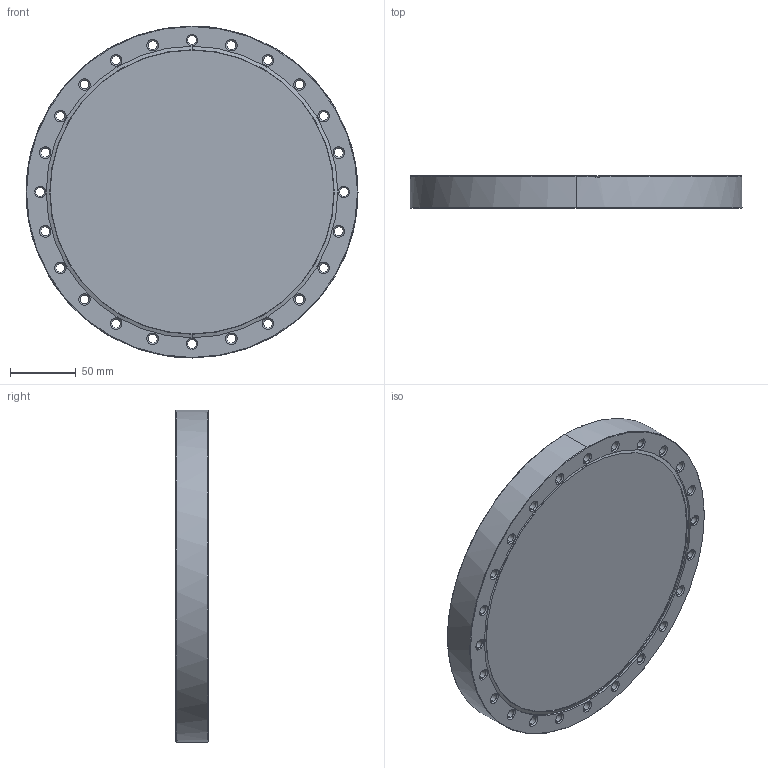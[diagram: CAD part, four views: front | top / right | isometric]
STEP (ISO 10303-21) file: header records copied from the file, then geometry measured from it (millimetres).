
FILE_DESCRIPTION (( 'STEP AP214' ), '1' );
FILE_NAME ('Hositrad_CF200-BDT.STEP', '2017-05-05T13:46:22', ( 'Gebruiker' ), ( '' ), 'SwSTEP 2.0', 'SolidWorks 2017', '' );
FILE_SCHEMA (( 'AUTOMOTIVE_DESIGN' ));
Length unit declared in the file: millimetre
Products named in the file (1): Hositrad_CF200-BDT
Bounding box: 253.2 x 24.6 x 253.2 mm (x, y, z)
Volume: 1123691 mm3; surface area: 133333.1 mm2
Topology: 1 solids, 1 shells, 174 faces, 406 edges, 235 vertices
Faces by surface type: cone 109, cylinder 54, plane 11
Entity records: 5601 total; most frequent: DIRECTION 977, CARTESIAN_POINT 828, ORIENTED_EDGE 812, EDGE_CURVE 406, AXIS2_PLACEMENT_3D 400, VERTEX_POINT 235, CIRCLE 225, EDGE_LOOP 223
